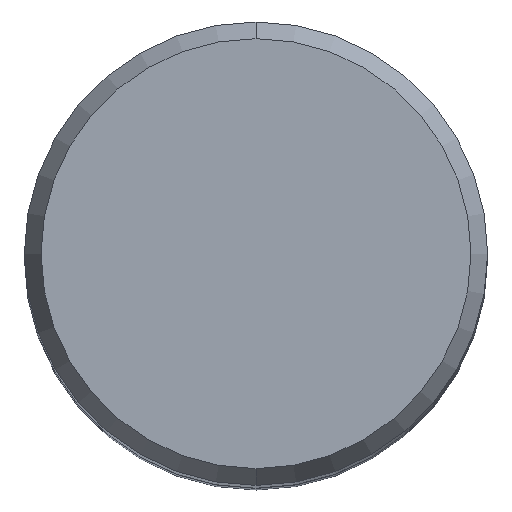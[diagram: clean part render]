
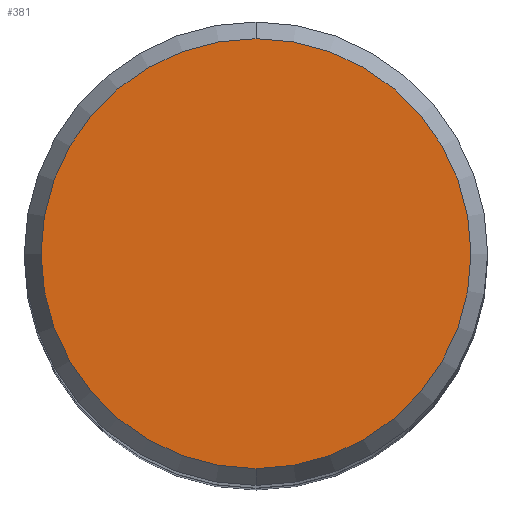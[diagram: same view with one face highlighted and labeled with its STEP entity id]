
A CAD part, top view. The second image highlights one B-rep face of the part: STEP entity #381.
In plain terms, the highlighted planar face has unit normal (0, 0, 1).
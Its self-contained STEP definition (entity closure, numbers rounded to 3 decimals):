
#249=VERTEX_POINT('',#613);
#259=VERTEX_POINT('',#624);
#381=ADVANCED_FACE('',(#765),#766,.T.);
#409=EDGE_CURVE('',#249,#259,#797,.T.);
#489=EDGE_CURVE('',#259,#249,#881,.T.);
#613=CARTESIAN_POINT('',(0.,-7.423,0.0));
#624=CARTESIAN_POINT('',(0.0,7.423,0.0));
#765=FACE_OUTER_BOUND('',#1395,.T.);
#766=PLANE('',#1396);
#797=CIRCLE('',#1436,7.423);
#881=CIRCLE('',#1600,7.423);
#1395=EDGE_LOOP('',(#2000,#2001));
#1396=AXIS2_PLACEMENT_3D('',#2002,#2003,#2004);
#1436=AXIS2_PLACEMENT_3D('',#2039,#2040,#2041);
#1600=AXIS2_PLACEMENT_3D('',#2097,#2098,#2099);
#2000=ORIENTED_EDGE('',*,*,#489,.F.);
#2001=ORIENTED_EDGE('',*,*,#409,.F.);
#2002=CARTESIAN_POINT('',(0.0,3.711,0.0));
#2003=DIRECTION('',(-0.0,0.0,1.0));
#2004=DIRECTION('',(0.0,-1.0,0.0));
#2039=CARTESIAN_POINT('',(0.0,0.0,0.0));
#2040=DIRECTION('',(0.0,0.0,-1.0));
#2041=DIRECTION('',(0.0,1.0,0.0));
#2097=CARTESIAN_POINT('',(0.0,0.0,0.0));
#2098=DIRECTION('',(0.0,0.0,-1.0));
#2099=DIRECTION('',(0.0,1.0,0.0));
